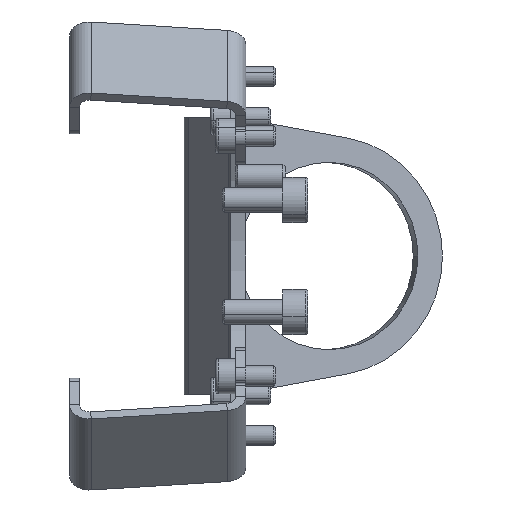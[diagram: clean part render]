
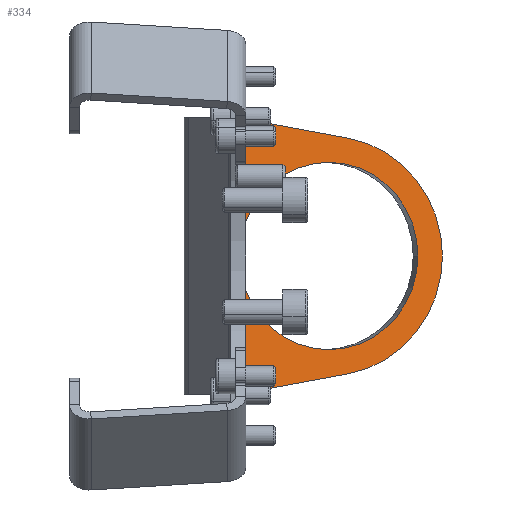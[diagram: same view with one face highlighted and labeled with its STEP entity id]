
A CAD part, front view. The second image highlights one B-rep face of the part: STEP entity #334.
In plain terms, the highlighted planar face has unit normal (0.309, -0.951, 0).
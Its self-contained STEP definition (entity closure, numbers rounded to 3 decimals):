
#94 = PLANE ( 'NONE',  #2107 ) ;
#243 = EDGE_LOOP ( 'NONE', ( #4295, #7640 ) ) ;
#334 = ADVANCED_FACE ( 'NONE', ( #3007, #6642 ), #94, .F. ) ;
#408 = ORIENTED_EDGE ( 'NONE', *, *, #2663, .T. ) ;
#460 = CARTESIAN_POINT ( 'NONE',  ( 550.665, 81.755, 880. ) ) ;
#627 = VECTOR ( 'NONE', #8564, 1000. ) ;
#630 = LINE ( 'NONE', #5295, #5874 ) ;
#640 = EDGE_CURVE ( 'NONE', #738, #7671, #5604, .T. ) ;
#738 = VERTEX_POINT ( 'NONE', #2669 ) ;
#764 = EDGE_CURVE ( 'NONE', #6340, #8378, #6540, .T. ) ;
#807 = DIRECTION ( 'NONE',  ( -0.951, -0.309, 0. ) ) ;
#818 = AXIS2_PLACEMENT_3D ( 'NONE', #460, #5286, #1153 ) ;
#820 = VERTEX_POINT ( 'NONE', #6153 ) ;
#1090 = EDGE_CURVE ( 'NONE', #1686, #1260, #7828, .T. ) ;
#1131 = ORIENTED_EDGE ( 'NONE', *, *, #1090, .T. ) ;
#1153 = DIRECTION ( 'NONE',  ( -0.951, -0.309, 0. ) ) ;
#1214 = CARTESIAN_POINT ( 'NONE',  ( 550.665, 81.755, 880. ) ) ;
#1260 = VERTEX_POINT ( 'NONE', #2565 ) ;
#1686 = VERTEX_POINT ( 'NONE', #4115 ) ;
#1912 = DIRECTION ( 'NONE',  ( -0.951, -0.309, 0. ) ) ;
#2002 = CARTESIAN_POINT ( 'NONE',  ( 529.438, 74.858, 852.36 ) ) ;
#2007 = CARTESIAN_POINT ( 'NONE',  ( 529.438, 74.858, 882.36 ) ) ;
#2107 = AXIS2_PLACEMENT_3D ( 'NONE', #4230, #4915, #807 ) ;
#2155 = CIRCLE ( 'NONE', #818, 18.65 ) ;
#2205 = EDGE_CURVE ( 'NONE', #820, #6340, #2887, .T. ) ;
#2295 = ORIENTED_EDGE ( 'NONE', *, *, #6720, .T. ) ;
#2410 = DIRECTION ( 'NONE',  ( 0.309, -0.951, 0. ) ) ;
#2442 = VECTOR ( 'NONE', #7928, 1000. ) ;
#2565 = CARTESIAN_POINT ( 'NONE',  ( 529.438, 74.858, 907.64 ) ) ;
#2663 = EDGE_CURVE ( 'NONE', #1260, #6909, #4268, .T. ) ;
#2669 = CARTESIAN_POINT ( 'NONE',  ( 532.927, 75.992, 880. ) ) ;
#2701 = DIRECTION ( 'NONE',  ( -0.951, -0.309, 0. ) ) ;
#2887 = LINE ( 'NONE', #4025, #627 ) ;
#2987 = VECTOR ( 'NONE', #6831, 1000. ) ;
#3007 = FACE_BOUND ( 'NONE', #243, .T. ) ;
#3140 = CARTESIAN_POINT ( 'NONE',  ( 519.79, 71.723, 907.64 ) ) ;
#3227 = EDGE_CURVE ( 'NONE', #3720, #7981, #6829, .T. ) ;
#3362 = DIRECTION ( 'NONE',  ( -0.951, -0.309, 0. ) ) ;
#3693 = DIRECTION ( 'NONE',  ( 0.937, 0.304, 0.174 ) ) ;
#3720 = VERTEX_POINT ( 'NONE', #3912 ) ;
#3787 = CARTESIAN_POINT ( 'NONE',  ( 550.665, 81.755, 880. ) ) ;
#3912 = CARTESIAN_POINT ( 'NONE',  ( 554.595, 83.032, 856.562 ) ) ;
#3964 = VECTOR ( 'NONE', #3693, 1000. ) ;
#4025 = CARTESIAN_POINT ( 'NONE',  ( 519.79, 71.723, 852.36 ) ) ;
#4115 = CARTESIAN_POINT ( 'NONE',  ( 534.392, 76.467, 907.184 ) ) ;
#4177 = CARTESIAN_POINT ( 'NONE',  ( 531.482, 75.522, 852.276 ) ) ;
#4230 = CARTESIAN_POINT ( 'NONE',  ( 519.79, 71.723, 922. ) ) ;
#4268 = LINE ( 'NONE', #3140, #2442 ) ;
#4295 = ORIENTED_EDGE ( 'NONE', *, *, #640, .T. ) ;
#4443 = ORIENTED_EDGE ( 'NONE', *, *, #6421, .T. ) ;
#4826 = ORIENTED_EDGE ( 'NONE', *, *, #2205, .T. ) ;
#4915 = DIRECTION ( 'NONE',  ( -0.309, 0.951, 0. ) ) ;
#5020 = CARTESIAN_POINT ( 'NONE',  ( 554.595, 83.032, 903.438 ) ) ;
#5286 = DIRECTION ( 'NONE',  ( -0.309, 0.951, 0. ) ) ;
#5295 = CARTESIAN_POINT ( 'NONE',  ( 517.82, 71.083, 910.256 ) ) ;
#5604 = CIRCLE ( 'NONE', #5605, 18.65 ) ;
#5605 = AXIS2_PLACEMENT_3D ( 'NONE', #1214, #6001, #1912 ) ;
#5874 = VECTOR ( 'NONE', #8707, 1000. ) ;
#5915 = ORIENTED_EDGE ( 'NONE', *, *, #6599, .T. ) ;
#6001 = DIRECTION ( 'NONE',  ( -0.309, 0.951, 0. ) ) ;
#6153 = CARTESIAN_POINT ( 'NONE',  ( 526.216, 73.811, 852.36 ) ) ;
#6162 = AXIS2_PLACEMENT_3D ( 'NONE', #6492, #2410, #7199 ) ;
#6340 = VERTEX_POINT ( 'NONE', #2002 ) ;
#6421 = EDGE_CURVE ( 'NONE', #8378, #3720, #7617, .T. ) ;
#6492 = CARTESIAN_POINT ( 'NONE',  ( 529.438, 74.858, 877.64 ) ) ;
#6540 = CIRCLE ( 'NONE', #8834, 30. ) ;
#6599 = EDGE_CURVE ( 'NONE', #7981, #1686, #630, .T. ) ;
#6624 = LINE ( 'NONE', #7494, #2987 ) ;
#6642 = FACE_OUTER_BOUND ( 'NONE', #8718, .T. ) ;
#6720 = EDGE_CURVE ( 'NONE', #6909, #820, #6624, .T. ) ;
#6786 = DIRECTION ( 'NONE',  ( 0.309, -0.951, 0. ) ) ;
#6829 = CIRCLE ( 'NONE', #6929, 23.8 ) ;
#6831 = DIRECTION ( 'NONE',  ( 0., 0., -1. ) ) ;
#6909 = VERTEX_POINT ( 'NONE', #7003 ) ;
#6929 = AXIS2_PLACEMENT_3D ( 'NONE', #3787, #8082, #3362 ) ;
#7003 = CARTESIAN_POINT ( 'NONE',  ( 526.216, 73.811, 907.64 ) ) ;
#7129 = EDGE_CURVE ( 'NONE', #7671, #738, #2155, .T. ) ;
#7199 = DIRECTION ( 'NONE',  ( -0.951, -0.309, 0. ) ) ;
#7494 = CARTESIAN_POINT ( 'NONE',  ( 526.216, 73.811, 922. ) ) ;
#7534 = CARTESIAN_POINT ( 'NONE',  ( 534.392, 76.467, 852.816 ) ) ;
#7617 = LINE ( 'NONE', #4177, #3964 ) ;
#7640 = ORIENTED_EDGE ( 'NONE', *, *, #7129, .T. ) ;
#7671 = VERTEX_POINT ( 'NONE', #8610 ) ;
#7828 = CIRCLE ( 'NONE', #6162, 30. ) ;
#7887 = ORIENTED_EDGE ( 'NONE', *, *, #764, .T. ) ;
#7928 = DIRECTION ( 'NONE',  ( -0.951, -0.309, 0. ) ) ;
#7981 = VERTEX_POINT ( 'NONE', #5020 ) ;
#8082 = DIRECTION ( 'NONE',  ( 0.309, -0.951, 0. ) ) ;
#8281 = ORIENTED_EDGE ( 'NONE', *, *, #3227, .T. ) ;
#8378 = VERTEX_POINT ( 'NONE', #7534 ) ;
#8564 = DIRECTION ( 'NONE',  ( 0.951, 0.309, 0. ) ) ;
#8610 = CARTESIAN_POINT ( 'NONE',  ( 568.402, 87.518, 880. ) ) ;
#8707 = DIRECTION ( 'NONE',  ( -0.937, -0.304, 0.174 ) ) ;
#8718 = EDGE_LOOP ( 'NONE', ( #5915, #1131, #408, #2295, #4826, #7887, #4443, #8281 ) ) ;
#8834 = AXIS2_PLACEMENT_3D ( 'NONE', #2007, #6786, #2701 ) ;
